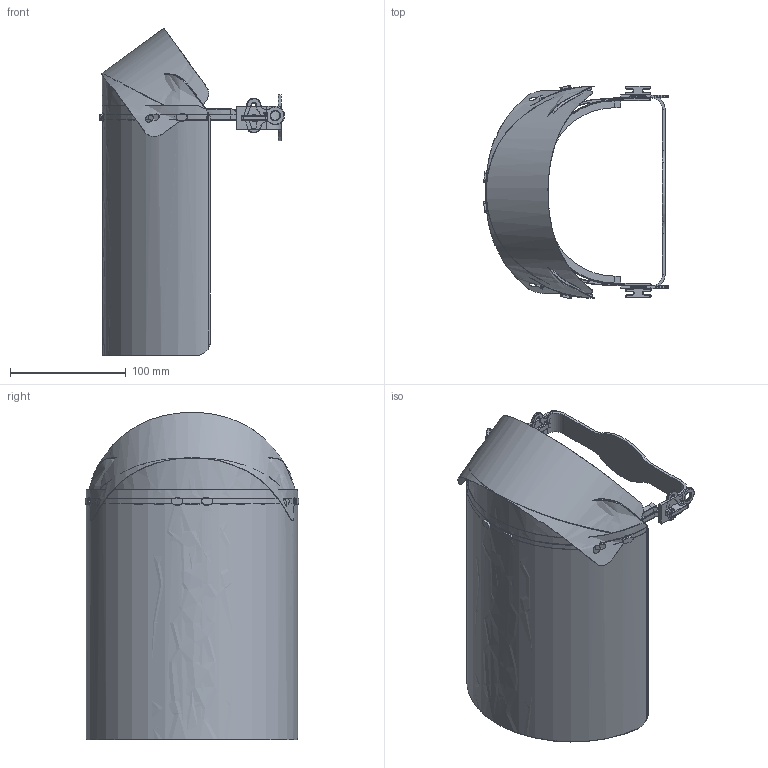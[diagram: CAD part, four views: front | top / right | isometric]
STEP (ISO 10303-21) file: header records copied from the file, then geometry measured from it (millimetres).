
FILE_DESCRIPTION(('CATIA V6 STEP','CAx-IF Rec.Pracs.--- Model Styling and Organization---1.4--- 2014-01-23'),'2;1');
FILE_NAME('128827-02 ASSY FACESHIELD PNWS B.1 Released.stp','2020-04-06T02:44:41+00:00',('none'),('none'),'3DEXPERIENCE Platform3DEXPERIENCE R2017x HotFix 12','3DEXPERIENCE Platform STEP AP214','none');
FILE_SCHEMA(('AUTOMOTIVE_DESIGN { 1 0 10303 214 1 1 1 1 }'));
Products named in the file (8): ASSY, FACESHIELD, PNWS; FACESHIELD, PNWS R1; FACESHIELD, FRAME, PNWS; HEADBAND, FACESHIELD, PNWS; FACESHIELD, FRAME, SHORT, PNWS; FACESHIELD, CLOTH TIE; FACESHIELD, FOAM; FACESHIELD, ORIGAMI, PNWS
Assembly tree (8 placements, depth 2):
  ASSY, FACESHIELD, PNWS
    FACESHIELD, PNWS R1
    FACESHIELD, FRAME, PNWS
    HEADBAND, FACESHIELD, PNWS
    FACESHIELD, FRAME, SHORT, PNWS
    FACESHIELD, CLOTH TIE  x2
    FACESHIELD, FOAM
    FACESHIELD, ORIGAMI, PNWS
Bounding box: 160.03 x 184.97 x 282.95 mm (x, y, z)
Volume: 103095.6 mm3; surface area: 339578.9 mm2
Topology: 8 solids, 8 shells, 1277 faces, 4085 edges, 2822 vertices
Faces by surface type: cylinder 459, plane 389, torus 248, bspline 177, extrusion 4
Entity records: 48410 total; most frequent: CARTESIAN_POINT 17899, ORIENTED_EDGE 7558, DIRECTION 4406, EDGE_CURVE 3779, VERTEX_POINT 2620, AXIS2_PLACEMENT_3D 2191, VECTOR 1325, LINE 1321
